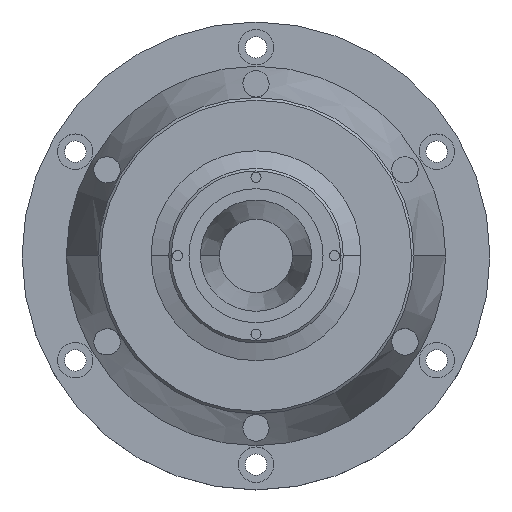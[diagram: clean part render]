
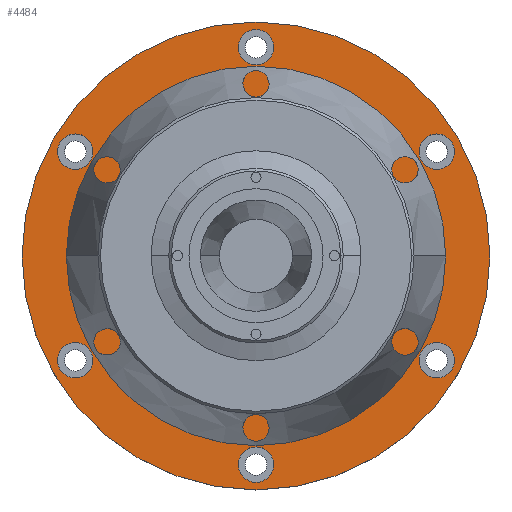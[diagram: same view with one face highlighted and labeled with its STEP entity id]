
A CAD part, top view. The second image highlights one B-rep face of the part: STEP entity #4484.
In plain terms, the highlighted planar face has unit normal (0, 0, 1).
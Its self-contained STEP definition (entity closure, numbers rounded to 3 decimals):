
#4 = DIRECTION ( 'NONE',  ( 0., 0., 1. ) ) ;
#82 = EDGE_CURVE ( 'NONE', #6569, #7425, #2162, .T. ) ;
#139 = CARTESIAN_POINT ( 'NONE',  ( 0., -82.5, 264. ) ) ;
#186 = CIRCLE ( 'NONE', #8055, 7. ) ;
#192 = ORIENTED_EDGE ( 'NONE', *, *, #82, .F. ) ;
#219 = CIRCLE ( 'NONE', #3252, 7. ) ;
#333 = DIRECTION ( 'NONE',  ( 0., 0., 1. ) ) ;
#355 = DIRECTION ( 'NONE',  ( 0., 0., 1. ) ) ;
#444 = CIRCLE ( 'NONE', #7724, 7. ) ;
#451 = AXIS2_PLACEMENT_3D ( 'NONE', #5895, #5930, #8085 ) ;
#500 = CARTESIAN_POINT ( 'NONE',  ( -64.447, 41.25, 264. ) ) ;
#573 = CARTESIAN_POINT ( 'NONE',  ( -71.447, 41.25, 264. ) ) ;
#736 = VERTEX_POINT ( 'NONE', #7153 ) ;
#743 = DIRECTION ( 'NONE',  ( 0., 0., 1. ) ) ;
#830 = VERTEX_POINT ( 'NONE', #6429 ) ;
#870 = CARTESIAN_POINT ( 'NONE',  ( 71.447, -41.25, 264. ) ) ;
#928 = AXIS2_PLACEMENT_3D ( 'NONE', #8286, #8188, #8253 ) ;
#943 = EDGE_LOOP ( 'NONE', ( #5573, #5679 ) ) ;
#988 = CIRCLE ( 'NONE', #3748, 7. ) ;
#1080 = AXIS2_PLACEMENT_3D ( 'NONE', #2783, #3466, #7966 ) ;
#1227 = CIRCLE ( 'NONE', #928, 7. ) ;
#1399 = EDGE_CURVE ( 'NONE', #736, #6126, #988, .T. ) ;
#1787 = ORIENTED_EDGE ( 'NONE', *, *, #6639, .F. ) ;
#1906 = FACE_BOUND ( 'NONE', #2328, .T. ) ;
#1913 = CARTESIAN_POINT ( 'NONE',  ( 7., 82.5, 264. ) ) ;
#1964 = VERTEX_POINT ( 'NONE', #7947 ) ;
#2147 = DIRECTION ( 'NONE',  ( 1., 0., 0. ) ) ;
#2162 = CIRCLE ( 'NONE', #4160, 7. ) ;
#2195 = DIRECTION ( 'NONE',  ( 0., 0., 1. ) ) ;
#2267 = AXIS2_PLACEMENT_3D ( 'NONE', #4348, #4, #8814 ) ;
#2312 = DIRECTION ( 'NONE',  ( 0., 0., 1. ) ) ;
#2317 = EDGE_CURVE ( 'NONE', #6126, #736, #9060, .T. ) ;
#2328 = EDGE_LOOP ( 'NONE', ( #2893, #4402 ) ) ;
#2336 = CARTESIAN_POINT ( 'NONE',  ( -78.447, 41.25, 264. ) ) ;
#2606 = EDGE_LOOP ( 'NONE', ( #1787, #3328 ) ) ;
#2743 = CARTESIAN_POINT ( 'NONE',  ( -7., -82.5, 264. ) ) ;
#2779 = AXIS2_PLACEMENT_3D ( 'NONE', #9206, #7739, #4715 ) ;
#2783 = CARTESIAN_POINT ( 'NONE',  ( 71.447, -41.25, 264. ) ) ;
#2885 = AXIS2_PLACEMENT_3D ( 'NONE', #3984, #333, #7704 ) ;
#2893 = ORIENTED_EDGE ( 'NONE', *, *, #8956, .F. ) ;
#2931 = VERTEX_POINT ( 'NONE', #4953 ) ;
#3080 = EDGE_CURVE ( 'NONE', #8348, #5070, #219, .T. ) ;
#3095 = EDGE_CURVE ( 'NONE', #8681, #1964, #8160, .T. ) ;
#3252 = AXIS2_PLACEMENT_3D ( 'NONE', #4476, #2195, #3629 ) ;
#3328 = ORIENTED_EDGE ( 'NONE', *, *, #5341, .F. ) ;
#3349 = AXIS2_PLACEMENT_3D ( 'NONE', #5119, #5215, #4334 ) ;
#3463 = EDGE_CURVE ( 'NONE', #5070, #8348, #4686, .T. ) ;
#3466 = DIRECTION ( 'NONE',  ( 0., 0., 1. ) ) ;
#3525 = FACE_BOUND ( 'NONE', #4033, .T. ) ;
#3627 = CIRCLE ( 'NONE', #2779, 7. ) ;
#3629 = DIRECTION ( 'NONE',  ( 0.5, 0.866, 0. ) ) ;
#3643 = FACE_OUTER_BOUND ( 'NONE', #4943, .T. ) ;
#3748 = AXIS2_PLACEMENT_3D ( 'NONE', #870, #6017, #6812 ) ;
#3777 = CARTESIAN_POINT ( 'NONE',  ( 0., 0., 264. ) ) ;
#3840 = CARTESIAN_POINT ( 'NONE',  ( 0., 82.5, 264. ) ) ;
#3868 = FACE_BOUND ( 'NONE', #5111, .T. ) ;
#3984 = CARTESIAN_POINT ( 'NONE',  ( 0., 0., 264. ) ) ;
#4033 = EDGE_LOOP ( 'NONE', ( #6012, #192 ) ) ;
#4086 = FACE_BOUND ( 'NONE', #7526, .T. ) ;
#4102 = DIRECTION ( 'NONE',  ( 1., 0., 0. ) ) ;
#4160 = AXIS2_PLACEMENT_3D ( 'NONE', #7702, #355, #5422 ) ;
#4218 = EDGE_CURVE ( 'NONE', #8760, #2931, #5706, .T. ) ;
#4333 = DIRECTION ( 'NONE',  ( 0.5, 0.866, 0. ) ) ;
#4334 = DIRECTION ( 'NONE',  ( 1., 0., 0. ) ) ;
#4348 = CARTESIAN_POINT ( 'NONE',  ( 0., -82.5, 264. ) ) ;
#4382 = AXIS2_PLACEMENT_3D ( 'NONE', #3777, #743, #2147 ) ;
#4402 = ORIENTED_EDGE ( 'NONE', *, *, #3095, .F. ) ;
#4407 = ORIENTED_EDGE ( 'NONE', *, *, #3080, .F. ) ;
#4476 = CARTESIAN_POINT ( 'NONE',  ( -71.447, 41.25, 264. ) ) ;
#4484 = ADVANCED_FACE ( 'NONE', ( #4086, #3868, #1906, #7573, #3525, #5592, #3643 ), #6698, .T. ) ;
#4527 = CIRCLE ( 'NONE', #8098, 7. ) ;
#4562 = CARTESIAN_POINT ( 'NONE',  ( 64.447, 41.25, 264. ) ) ;
#4646 = VERTEX_POINT ( 'NONE', #8818 ) ;
#4686 = CIRCLE ( 'NONE', #8463, 7. ) ;
#4715 = DIRECTION ( 'NONE',  ( -0.5, 0.866, 0. ) ) ;
#4943 = EDGE_LOOP ( 'NONE', ( #8245, #9235 ) ) ;
#4953 = CARTESIAN_POINT ( 'NONE',  ( 92.5, 0., 264. ) ) ;
#5070 = VERTEX_POINT ( 'NONE', #500 ) ;
#5111 = EDGE_LOOP ( 'NONE', ( #8440, #7025 ) ) ;
#5119 = CARTESIAN_POINT ( 'NONE',  ( 0., 0., 264. ) ) ;
#5215 = DIRECTION ( 'NONE',  ( 0., 0., 1. ) ) ;
#5322 = ORIENTED_EDGE ( 'NONE', *, *, #3463, .F. ) ;
#5341 = EDGE_CURVE ( 'NONE', #830, #6364, #444, .T. ) ;
#5422 = DIRECTION ( 'NONE',  ( 0.5, -0.866, 0. ) ) ;
#5475 = CIRCLE ( 'NONE', #451, 7. ) ;
#5493 = EDGE_CURVE ( 'NONE', #4646, #6324, #1227, .T. ) ;
#5573 = ORIENTED_EDGE ( 'NONE', *, *, #1399, .F. ) ;
#5592 = FACE_BOUND ( 'NONE', #2606, .T. ) ;
#5679 = ORIENTED_EDGE ( 'NONE', *, *, #2317, .F. ) ;
#5706 = CIRCLE ( 'NONE', #4382, 92.5 ) ;
#5738 = EDGE_CURVE ( 'NONE', #2931, #8760, #7801, .T. ) ;
#5895 = CARTESIAN_POINT ( 'NONE',  ( 71.447, 41.25, 264. ) ) ;
#5930 = DIRECTION ( 'NONE',  ( 0., 0., 1. ) ) ;
#6012 = ORIENTED_EDGE ( 'NONE', *, *, #6026, .F. ) ;
#6017 = DIRECTION ( 'NONE',  ( 0., 0., 1. ) ) ;
#6026 = EDGE_CURVE ( 'NONE', #7425, #6569, #5475, .T. ) ;
#6126 = VERTEX_POINT ( 'NONE', #8279 ) ;
#6324 = VERTEX_POINT ( 'NONE', #7005 ) ;
#6364 = VERTEX_POINT ( 'NONE', #1913 ) ;
#6429 = CARTESIAN_POINT ( 'NONE',  ( -7., 82.5, 264. ) ) ;
#6523 = CARTESIAN_POINT ( 'NONE',  ( -92.5, 0., 264. ) ) ;
#6569 = VERTEX_POINT ( 'NONE', #4562 ) ;
#6600 = DIRECTION ( 'NONE',  ( 0., 0., 1. ) ) ;
#6614 = CARTESIAN_POINT ( 'NONE',  ( 0., 82.5, 264. ) ) ;
#6639 = EDGE_CURVE ( 'NONE', #6364, #830, #4527, .T. ) ;
#6698 = PLANE ( 'NONE',  #3349 ) ;
#6779 = DIRECTION ( 'NONE',  ( 0., 0., 1. ) ) ;
#6812 = DIRECTION ( 'NONE',  ( -0.5, -0.866, 0. ) ) ;
#7005 = CARTESIAN_POINT ( 'NONE',  ( -78.447, -41.25, 264. ) ) ;
#7025 = ORIENTED_EDGE ( 'NONE', *, *, #8507, .F. ) ;
#7153 = CARTESIAN_POINT ( 'NONE',  ( 78.447, -41.25, 264. ) ) ;
#7186 = DIRECTION ( 'NONE',  ( 0., 0., 1. ) ) ;
#7425 = VERTEX_POINT ( 'NONE', #8080 ) ;
#7526 = EDGE_LOOP ( 'NONE', ( #5322, #4407 ) ) ;
#7556 = DIRECTION ( 'NONE',  ( 1., 0., 0. ) ) ;
#7573 = FACE_BOUND ( 'NONE', #943, .T. ) ;
#7702 = CARTESIAN_POINT ( 'NONE',  ( 71.447, 41.25, 264. ) ) ;
#7704 = DIRECTION ( 'NONE',  ( 1., 0., 0. ) ) ;
#7724 = AXIS2_PLACEMENT_3D ( 'NONE', #6614, #6600, #4102 ) ;
#7739 = DIRECTION ( 'NONE',  ( 0., 0., 1. ) ) ;
#7801 = CIRCLE ( 'NONE', #2885, 92.5 ) ;
#7947 = CARTESIAN_POINT ( 'NONE',  ( 7., -82.5, 264. ) ) ;
#7966 = DIRECTION ( 'NONE',  ( -0.5, -0.866, 0. ) ) ;
#8055 = AXIS2_PLACEMENT_3D ( 'NONE', #139, #6779, #8243 ) ;
#8080 = CARTESIAN_POINT ( 'NONE',  ( 78.447, 41.25, 264. ) ) ;
#8085 = DIRECTION ( 'NONE',  ( 0.5, -0.866, 0. ) ) ;
#8098 = AXIS2_PLACEMENT_3D ( 'NONE', #3840, #2312, #7556 ) ;
#8160 = CIRCLE ( 'NONE', #2267, 7. ) ;
#8188 = DIRECTION ( 'NONE',  ( 0., 0., 1. ) ) ;
#8243 = DIRECTION ( 'NONE',  ( -1., 0., 0. ) ) ;
#8245 = ORIENTED_EDGE ( 'NONE', *, *, #5738, .T. ) ;
#8253 = DIRECTION ( 'NONE',  ( -0.5, 0.866, 0. ) ) ;
#8279 = CARTESIAN_POINT ( 'NONE',  ( 64.447, -41.25, 264. ) ) ;
#8286 = CARTESIAN_POINT ( 'NONE',  ( -71.447, -41.25, 264. ) ) ;
#8348 = VERTEX_POINT ( 'NONE', #2336 ) ;
#8440 = ORIENTED_EDGE ( 'NONE', *, *, #5493, .F. ) ;
#8463 = AXIS2_PLACEMENT_3D ( 'NONE', #573, #7186, #4333 ) ;
#8507 = EDGE_CURVE ( 'NONE', #6324, #4646, #3627, .T. ) ;
#8681 = VERTEX_POINT ( 'NONE', #2743 ) ;
#8760 = VERTEX_POINT ( 'NONE', #6523 ) ;
#8814 = DIRECTION ( 'NONE',  ( -1., 0., 0. ) ) ;
#8818 = CARTESIAN_POINT ( 'NONE',  ( -64.447, -41.25, 264. ) ) ;
#8956 = EDGE_CURVE ( 'NONE', #1964, #8681, #186, .T. ) ;
#9060 = CIRCLE ( 'NONE', #1080, 7. ) ;
#9206 = CARTESIAN_POINT ( 'NONE',  ( -71.447, -41.25, 264. ) ) ;
#9235 = ORIENTED_EDGE ( 'NONE', *, *, #4218, .T. ) ;
